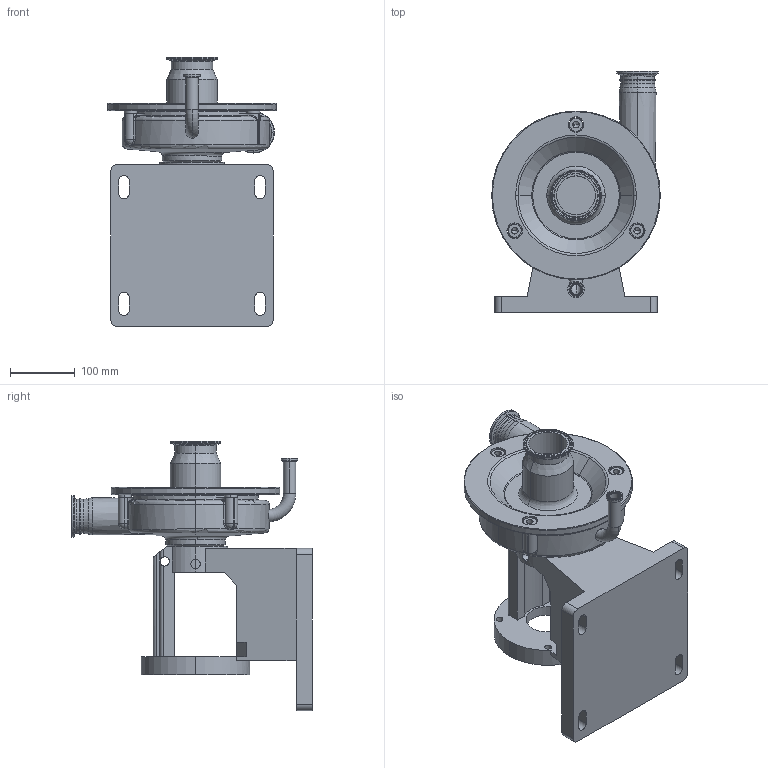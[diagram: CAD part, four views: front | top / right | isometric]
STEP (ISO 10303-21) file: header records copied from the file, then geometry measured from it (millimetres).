
FILE_DESCRIPTION (( 'STEP AP214' ), '1' );
FILE_NAME ('FP 3531 140TC VERT 3-4 IN ELBOW FRONT DRAIN.STEP', '2023-02-02T20:35:35', ( '' ), ( '' ), 'SwSTEP 2.0', 'SolidWorks 2021', '' );
FILE_SCHEMA (( 'AUTOMOTIVE_DESIGN' ));
Length unit declared in the file: millimetre
Products named in the file (1): FP 3531 140TC VERT 3-4 IN ELBOW FRONT DRAIN
Bounding box: 260 x 371 x 415 mm (x, y, z)
Volume: 7267870.6 mm3; surface area: 664222.9 mm2
Topology: 1 solids, 2 shells, 497 faces, 1255 edges, 760 vertices
Faces by surface type: cylinder 177, plane 105, torus 92, cone 59, bspline 54, sphere 10
Entity records: 20401 total; most frequent: CARTESIAN_POINT 8504, DIRECTION 2540, ORIENTED_EDGE 2490, EDGE_CURVE 1245, AXIS2_PLACEMENT_3D 1047, VERTEX_POINT 759, CIRCLE 603, EDGE_LOOP 544
